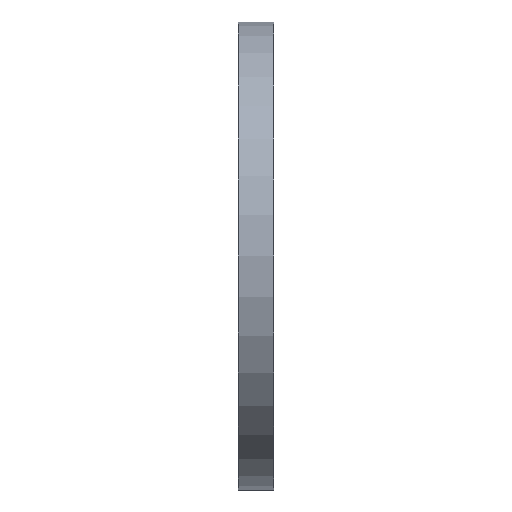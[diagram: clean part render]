
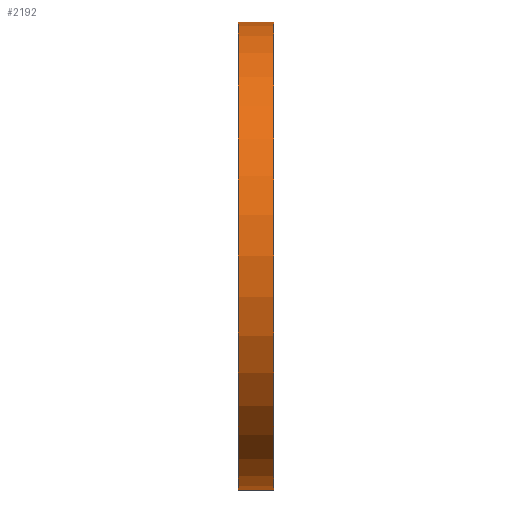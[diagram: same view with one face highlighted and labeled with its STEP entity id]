
A CAD part, left-side view. The second image highlights one B-rep face of the part: STEP entity #2192.
In plain terms, the highlighted cylindrical face has radius 40 mm (diameter 80 mm), a partial arc.
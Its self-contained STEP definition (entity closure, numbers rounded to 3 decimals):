
#271 = LINE ( 'NONE', #5482, #1752 ) ;
#957 = AXIS2_PLACEMENT_3D ( 'NONE', #6643, #4533, #5596 ) ;
#1021 = VERTEX_POINT ( 'NONE', #11918 ) ;
#1099 = DIRECTION ( 'NONE',  ( 0., 0., 1. ) ) ;
#1412 = CARTESIAN_POINT ( 'NONE',  ( 0., 6., -40. ) ) ;
#1517 = CARTESIAN_POINT ( 'NONE',  ( 0., 6., 0. ) ) ;
#1721 = EDGE_CURVE ( 'NONE', #7344, #5244, #4470, .T. ) ;
#1752 = VECTOR ( 'NONE', #4309, 1000. ) ;
#1970 = EDGE_CURVE ( 'NONE', #5244, #3505, #13878, .T. ) ;
#2007 = DIRECTION ( 'NONE',  ( 0., 1., 0. ) ) ;
#2192 = ADVANCED_FACE ( 'NONE', ( #6814 ), #5616, .T. ) ;
#2574 = ORIENTED_EDGE ( 'NONE', *, *, #1721, .T. ) ;
#2881 = ORIENTED_EDGE ( 'NONE', *, *, #10458, .F. ) ;
#2927 = EDGE_CURVE ( 'NONE', #1021, #3505, #271, .T. ) ;
#3152 = CARTESIAN_POINT ( 'NONE',  ( 0., 0., 40. ) ) ;
#3505 = VERTEX_POINT ( 'NONE', #3152 ) ;
#3711 = DIRECTION ( 'NONE',  ( 0., 0., -1. ) ) ;
#3977 = AXIS2_PLACEMENT_3D ( 'NONE', #8605, #2007, #1099 ) ;
#4030 = CARTESIAN_POINT ( 'NONE',  ( 0., 0., -40. ) ) ;
#4309 = DIRECTION ( 'NONE',  ( 0., -1., 0. ) ) ;
#4470 = LINE ( 'NONE', #1412, #12016 ) ;
#4533 = DIRECTION ( 'NONE',  ( 0., 1., 0. ) ) ;
#5244 = VERTEX_POINT ( 'NONE', #4030 ) ;
#5307 = CIRCLE ( 'NONE', #957, 40. ) ;
#5482 = CARTESIAN_POINT ( 'NONE',  ( 0., 6., 40. ) ) ;
#5596 = DIRECTION ( 'NONE',  ( 0., 0., 1. ) ) ;
#5616 = CYLINDRICAL_SURFACE ( 'NONE', #13069, 40. ) ;
#6643 = CARTESIAN_POINT ( 'NONE',  ( 0., 6., 0. ) ) ;
#6814 = FACE_OUTER_BOUND ( 'NONE', #7373, .T. ) ;
#7315 = ORIENTED_EDGE ( 'NONE', *, *, #1970, .T. ) ;
#7344 = VERTEX_POINT ( 'NONE', #13651 ) ;
#7373 = EDGE_LOOP ( 'NONE', ( #10074, #2881, #2574, #7315 ) ) ;
#8605 = CARTESIAN_POINT ( 'NONE',  ( 0., 0., 0. ) ) ;
#9070 = DIRECTION ( 'NONE',  ( 0., -1., 0. ) ) ;
#10074 = ORIENTED_EDGE ( 'NONE', *, *, #2927, .F. ) ;
#10458 = EDGE_CURVE ( 'NONE', #7344, #1021, #5307, .T. ) ;
#11918 = CARTESIAN_POINT ( 'NONE',  ( 0., 6., 40. ) ) ;
#12016 = VECTOR ( 'NONE', #12202, 1000. ) ;
#12202 = DIRECTION ( 'NONE',  ( 0., -1., 0. ) ) ;
#13069 = AXIS2_PLACEMENT_3D ( 'NONE', #1517, #9070, #3711 ) ;
#13651 = CARTESIAN_POINT ( 'NONE',  ( 0., 6., -40. ) ) ;
#13878 = CIRCLE ( 'NONE', #3977, 40. ) ;
